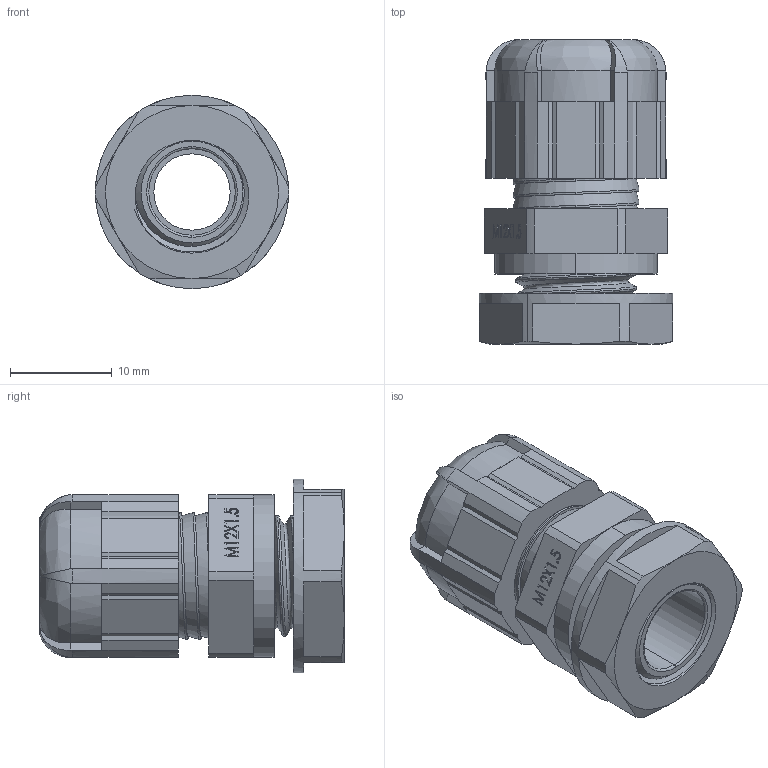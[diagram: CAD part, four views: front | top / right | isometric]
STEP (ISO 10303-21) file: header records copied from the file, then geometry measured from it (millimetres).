
FILE_DESCRIPTION (( 'STEP AP203' ), '1' );
FILE_NAME ('4712N.STEP', '2025-04-28T12:02:11', ( '' ), ( '' ), 'SwSTEP 2.0', 'SolidWorks 2022', '' );
FILE_SCHEMA (( 'CONFIG_CONTROL_DESIGN' ));
Length unit declared in the file: millimetre
Products named in the file (3): 4712N; 4912; 4812
Assembly tree (2 placements, depth 2):
  4712N
    4912
    4812
Bounding box: 19 x 29.91 x 19 mm (x, y, z)
Volume: 4378.3 mm3; surface area: 3869.5 mm2
Topology: 2 solids, 3 shells, 358 faces, 958 edges, 624 vertices
Faces by surface type: plane 192, bspline 106, cylinder 47, cone 11, torus 2
Entity records: 19247 total; most frequent: CARTESIAN_POINT 10845, ORIENTED_EDGE 1916, DIRECTION 1305, EDGE_CURVE 958, VERTEX_POINT 624, VECTOR 551, LINE 551, EDGE_LOOP 380
